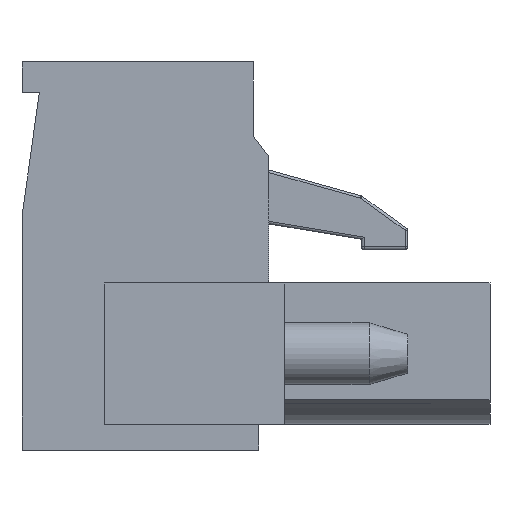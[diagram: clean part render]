
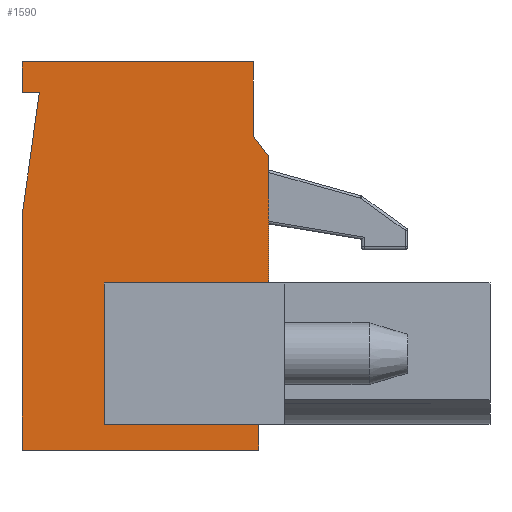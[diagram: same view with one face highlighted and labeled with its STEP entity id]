
A CAD part, left-side view. The second image highlights one B-rep face of the part: STEP entity #1590.
In plain terms, the highlighted planar face has unit normal (-1, 0, 0).
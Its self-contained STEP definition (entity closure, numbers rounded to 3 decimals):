
#1590 = ADVANCED_FACE( '', ( #3141 ), #3142, .F. );
#3141 = FACE_OUTER_BOUND( '', #4658, .T. );
#3142 = PLANE( '', #4659 );
#4658 = EDGE_LOOP( '', ( #8858, #8859, #8860, #8861, #8862, #8863, #8864, #8865, #8866, #8867, #8868, #8869, #8870 ) );
#4659 = AXIS2_PLACEMENT_3D( '', #8871, #8872, #8873 );
#8858 = ORIENTED_EDGE( '', *, *, #9920, .F. );
#8859 = ORIENTED_EDGE( '', *, *, #10238, .F. );
#8860 = ORIENTED_EDGE( '', *, *, #10408, .F. );
#8861 = ORIENTED_EDGE( '', *, *, #10696, .F. );
#8862 = ORIENTED_EDGE( '', *, *, #10220, .F. );
#8863 = ORIENTED_EDGE( '', *, *, #10201, .F. );
#8864 = ORIENTED_EDGE( '', *, *, #10507, .F. );
#8865 = ORIENTED_EDGE( '', *, *, #9083, .F. );
#8866 = ORIENTED_EDGE( '', *, *, #10548, .F. );
#8867 = ORIENTED_EDGE( '', *, *, #10574, .F. );
#8868 = ORIENTED_EDGE( '', *, *, #10262, .F. );
#8869 = ORIENTED_EDGE( '', *, *, #10709, .F. );
#8870 = ORIENTED_EDGE( '', *, *, #9618, .F. );
#8871 = CARTESIAN_POINT( '', ( -7.5, 0., 0. ) );
#8872 = DIRECTION( '', ( 1., 0., 0. ) );
#8873 = DIRECTION( '', ( 0., 0., -1. ) );
#9083 = EDGE_CURVE( '', #10783, #10786, #10787, .T. );
#9618 = EDGE_CURVE( '', #11701, #11702, #11703, .T. );
#9920 = EDGE_CURVE( '', #12165, #11701, #12167, .T. );
#10201 = EDGE_CURVE( '', #12570, #12572, #12573, .T. );
#10220 = EDGE_CURVE( '', #12572, #12599, #12600, .T. );
#10238 = EDGE_CURVE( '', #12624, #12165, #12625, .T. );
#10262 = EDGE_CURVE( '', #12655, #12657, #12658, .T. );
#10408 = EDGE_CURVE( '', #12850, #12624, #12852, .T. );
#10507 = EDGE_CURVE( '', #10786, #12570, #12973, .T. );
#10548 = EDGE_CURVE( '', #13022, #10783, #13024, .T. );
#10574 = EDGE_CURVE( '', #12657, #13022, #13054, .T. );
#10696 = EDGE_CURVE( '', #12599, #12850, #13194, .T. );
#10709 = EDGE_CURVE( '', #11702, #12655, #13209, .T. );
#10783 = VERTEX_POINT( '', #13287 );
#10786 = VERTEX_POINT( '', #13291 );
#10787 = LINE( '', #13292, #13293 );
#11701 = VERTEX_POINT( '', #14602 );
#11702 = VERTEX_POINT( '', #14603 );
#11703 = LINE( '', #14604, #14605 );
#12165 = VERTEX_POINT( '', #15260 );
#12167 = LINE( '', #15263, #15264 );
#12570 = VERTEX_POINT( '', #15843 );
#12572 = VERTEX_POINT( '', #15846 );
#12573 = LINE( '', #15847, #15848 );
#12599 = VERTEX_POINT( '', #15886 );
#12600 = LINE( '', #15887, #15888 );
#12624 = VERTEX_POINT( '', #15922 );
#12625 = LINE( '', #15923, #15924 );
#12655 = VERTEX_POINT( '', #15965 );
#12657 = VERTEX_POINT( '', #15968 );
#12658 = LINE( '', #15969, #15970 );
#12850 = VERTEX_POINT( '', #16251 );
#12852 = LINE( '', #16254, #16255 );
#12973 = LINE( '', #16434, #16435 );
#13022 = VERTEX_POINT( '', #16502 );
#13024 = LINE( '', #16505, #16506 );
#13054 = LINE( '', #16548, #16549 );
#13194 = LINE( '', #16730, #16731 );
#13209 = LINE( '', #16751, #16752 );
#13287 = CARTESIAN_POINT( '', ( -7.5, 9.6, 10.65 ) );
#13291 = CARTESIAN_POINT( '', ( -7.5, 9.6, 11.85 ) );
#13292 = CARTESIAN_POINT( '', ( -7.5, 9.6, -3.25 ) );
#13293 = VECTOR( '', #16848, 1000. );
#14602 = CARTESIAN_POINT( '', ( -7.5, 0.4, -2.25 ) );
#14603 = CARTESIAN_POINT( '', ( -7.5, 0.4, -3.25 ) );
#14604 = CARTESIAN_POINT( '', ( -7.5, 0.4, 0. ) );
#14605 = VECTOR( '', #17391, 1000. );
#15260 = CARTESIAN_POINT( '', ( -7.5, 6.4, -2.25 ) );
#15263 = CARTESIAN_POINT( '', ( -7.5, 6.4, -2.25 ) );
#15264 = VECTOR( '', #17718, 1000. );
#15843 = CARTESIAN_POINT( '', ( -7.5, 0.6, 11.85 ) );
#15846 = CARTESIAN_POINT( '', ( -7.5, 0.6, 8.95 ) );
#15847 = CARTESIAN_POINT( '', ( -7.5, 0.6, 0. ) );
#15848 = VECTOR( '', #18011, 1000. );
#15886 = CARTESIAN_POINT( '', ( -7.5, 0., 8.15 ) );
#15887 = CARTESIAN_POINT( '', ( -7.5, -3.912, 2.934 ) );
#15888 = VECTOR( '', #18024, 1000. );
#15922 = CARTESIAN_POINT( '', ( -7.5, 6.4, 3.25 ) );
#15923 = CARTESIAN_POINT( '', ( -7.5, 6.4, 3.25 ) );
#15924 = VECTOR( '', #18041, 1000. );
#15965 = CARTESIAN_POINT( '', ( -7.5, 9.6, -3.25 ) );
#15968 = CARTESIAN_POINT( '', ( -7.5, 9.6, 5.85 ) );
#15969 = CARTESIAN_POINT( '', ( -7.5, 9.6, -3.25 ) );
#15970 = VECTOR( '', #18063, 1000. );
#16251 = CARTESIAN_POINT( '', ( -7.5, 0., 3.25 ) );
#16254 = CARTESIAN_POINT( '', ( -7.5, -0.6, 3.25 ) );
#16255 = VECTOR( '', #18195, 1000. );
#16434 = CARTESIAN_POINT( '', ( -7.5, 9.6, 11.85 ) );
#16435 = VECTOR( '', #18286, 1000. );
#16502 = CARTESIAN_POINT( '', ( -7.5, 8.925, 10.65 ) );
#16505 = CARTESIAN_POINT( '', ( -7.5, 0., 10.65 ) );
#16506 = VECTOR( '', #18327, 1000. );
#16548 = CARTESIAN_POINT( '', ( -7.5, 10.22, 1.436 ) );
#16549 = VECTOR( '', #18346, 1000. );
#16730 = CARTESIAN_POINT( '', ( -7.5, 0., 11.85 ) );
#16731 = VECTOR( '', #18445, 1000. );
#16751 = CARTESIAN_POINT( '', ( -7.5, -8.6, -3.25 ) );
#16752 = VECTOR( '', #18451, 1000. );
#16848 = DIRECTION( '', ( 0., 0., 1. ) );
#17391 = DIRECTION( '', ( 0., 0., -1. ) );
#17718 = DIRECTION( '', ( 0., -1., 0. ) );
#18011 = DIRECTION( '', ( 0., 0., -1. ) );
#18024 = DIRECTION( '', ( 0., -0.6, -0.8 ) );
#18041 = DIRECTION( '', ( 0., 0., -1. ) );
#18063 = DIRECTION( '', ( 0., 0., 1. ) );
#18195 = DIRECTION( '', ( 0., 1., 0. ) );
#18286 = DIRECTION( '', ( 0., -1., 0. ) );
#18327 = DIRECTION( '', ( 0., 1., 0. ) );
#18346 = DIRECTION( '', ( 0., -0.139, 0.99 ) );
#18445 = DIRECTION( '', ( 0., 0., -1. ) );
#18451 = DIRECTION( '', ( 0., 1., 0. ) );
